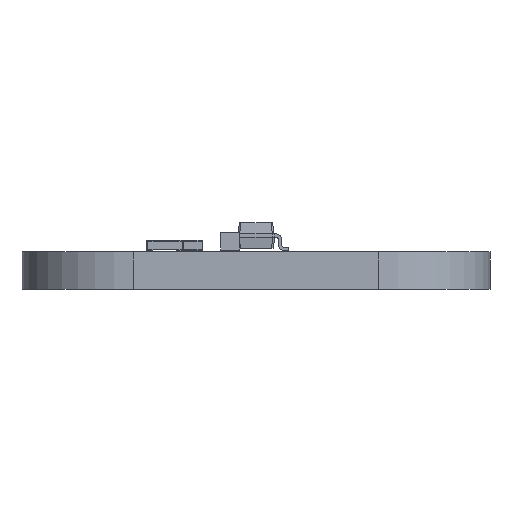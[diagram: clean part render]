
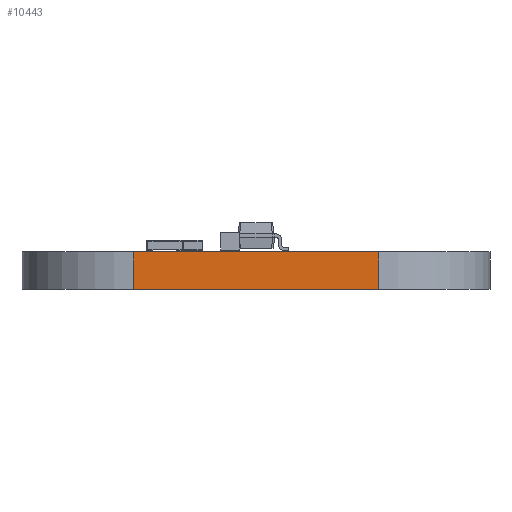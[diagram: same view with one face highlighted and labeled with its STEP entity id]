
A CAD part, left-side view. The second image highlights one B-rep face of the part: STEP entity #10443.
In plain terms, the highlighted planar face has unit normal (-1, 0, 0).
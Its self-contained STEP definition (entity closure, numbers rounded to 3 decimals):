
#10260 = CYLINDRICAL_SURFACE('',#10261,4.763);
#10261 = AXIS2_PLACEMENT_3D('',#10262,#10263,#10264);
#10262 = CARTESIAN_POINT('',(4.763,-4.763,0.));
#10263 = DIRECTION('',(0.,0.,-1.));
#10264 = DIRECTION('',(1.,0.,0.));
#10285 = VERTEX_POINT('',#10286);
#10286 = CARTESIAN_POINT('',(0.,-4.763,1.6));
#10301 = PLANE('',#10302);
#10302 = AXIS2_PLACEMENT_3D('',#10303,#10304,#10305);
#10303 = CARTESIAN_POINT('',(10.,-10.,1.6));
#10304 = DIRECTION('',(0.,0.,1.));
#10305 = DIRECTION('',(1.,0.,0.));
#10313 = EDGE_CURVE('',#10314,#10285,#10316,.T.);
#10314 = VERTEX_POINT('',#10315);
#10315 = CARTESIAN_POINT('',(0.,-4.763,0.));
#10316 = SURFACE_CURVE('',#10317,(#10321,#10328),.PCURVE_S1.);
#10317 = LINE('',#10318,#10319);
#10318 = CARTESIAN_POINT('',(0.,-4.763,0.));
#10319 = VECTOR('',#10320,1.);
#10320 = DIRECTION('',(0.,0.,1.));
#10321 = PCURVE('',#10260,#10322);
#10322 = DEFINITIONAL_REPRESENTATION('',(#10323),#10327);
#10323 = LINE('',#10324,#10325);
#10324 = CARTESIAN_POINT('',(-3.142,0.));
#10325 = VECTOR('',#10326,1.);
#10326 = DIRECTION('',(0.,-1.));
#10327 = ( GEOMETRIC_REPRESENTATION_CONTEXT(2) 
PARAMETRIC_REPRESENTATION_CONTEXT() REPRESENTATION_CONTEXT('2D SPACE',''
  ) );
#10328 = PCURVE('',#10329,#10334);
#10329 = PLANE('',#10330);
#10330 = AXIS2_PLACEMENT_3D('',#10331,#10332,#10333);
#10331 = CARTESIAN_POINT('',(0.,-15.238,0.));
#10332 = DIRECTION('',(-1.,0.,0.));
#10333 = DIRECTION('',(0.,1.,0.));
#10334 = DEFINITIONAL_REPRESENTATION('',(#10335),#10339);
#10335 = LINE('',#10336,#10337);
#10336 = CARTESIAN_POINT('',(10.475,0.));
#10337 = VECTOR('',#10338,1.);
#10338 = DIRECTION('',(0.,-1.));
#10339 = ( GEOMETRIC_REPRESENTATION_CONTEXT(2) 
PARAMETRIC_REPRESENTATION_CONTEXT() REPRESENTATION_CONTEXT('2D SPACE',''
  ) );
#10356 = PLANE('',#10357);
#10357 = AXIS2_PLACEMENT_3D('',#10358,#10359,#10360);
#10358 = CARTESIAN_POINT('',(10.,-10.,0.));
#10359 = DIRECTION('',(0.,0.,1.));
#10360 = DIRECTION('',(1.,0.,0.));
#10443 = ADVANCED_FACE('',(#10444),#10329,.T.);
#10444 = FACE_BOUND('',#10445,.T.);
#10445 = EDGE_LOOP('',(#10446,#10476,#10497,#10498));
#10446 = ORIENTED_EDGE('',*,*,#10447,.T.);
#10447 = EDGE_CURVE('',#10448,#10450,#10452,.T.);
#10448 = VERTEX_POINT('',#10449);
#10449 = CARTESIAN_POINT('',(0.,-15.238,0.));
#10450 = VERTEX_POINT('',#10451);
#10451 = CARTESIAN_POINT('',(0.,-15.238,1.6));
#10452 = SURFACE_CURVE('',#10453,(#10457,#10464),.PCURVE_S1.);
#10453 = LINE('',#10454,#10455);
#10454 = CARTESIAN_POINT('',(0.,-15.238,0.));
#10455 = VECTOR('',#10456,1.);
#10456 = DIRECTION('',(0.,0.,1.));
#10457 = PCURVE('',#10329,#10458);
#10458 = DEFINITIONAL_REPRESENTATION('',(#10459),#10463);
#10459 = LINE('',#10460,#10461);
#10460 = CARTESIAN_POINT('',(0.,0.));
#10461 = VECTOR('',#10462,1.);
#10462 = DIRECTION('',(0.,-1.));
#10463 = ( GEOMETRIC_REPRESENTATION_CONTEXT(2) 
PARAMETRIC_REPRESENTATION_CONTEXT() REPRESENTATION_CONTEXT('2D SPACE',''
  ) );
#10464 = PCURVE('',#10465,#10470);
#10465 = CYLINDRICAL_SURFACE('',#10466,4.763);
#10466 = AXIS2_PLACEMENT_3D('',#10467,#10468,#10469);
#10467 = CARTESIAN_POINT('',(4.763,-15.238,0.));
#10468 = DIRECTION('',(0.,0.,-1.));
#10469 = DIRECTION('',(1.,0.,0.));
#10470 = DEFINITIONAL_REPRESENTATION('',(#10471),#10475);
#10471 = LINE('',#10472,#10473);
#10472 = CARTESIAN_POINT('',(-3.142,0.));
#10473 = VECTOR('',#10474,1.);
#10474 = DIRECTION('',(0.,-1.));
#10475 = ( GEOMETRIC_REPRESENTATION_CONTEXT(2) 
PARAMETRIC_REPRESENTATION_CONTEXT() REPRESENTATION_CONTEXT('2D SPACE',''
  ) );
#10476 = ORIENTED_EDGE('',*,*,#10477,.T.);
#10477 = EDGE_CURVE('',#10450,#10285,#10478,.T.);
#10478 = SURFACE_CURVE('',#10479,(#10483,#10490),.PCURVE_S1.);
#10479 = LINE('',#10480,#10481);
#10480 = CARTESIAN_POINT('',(0.,-15.238,1.6));
#10481 = VECTOR('',#10482,1.);
#10482 = DIRECTION('',(0.,1.,0.));
#10483 = PCURVE('',#10329,#10484);
#10484 = DEFINITIONAL_REPRESENTATION('',(#10485),#10489);
#10485 = LINE('',#10486,#10487);
#10486 = CARTESIAN_POINT('',(0.,-1.6));
#10487 = VECTOR('',#10488,1.);
#10488 = DIRECTION('',(1.,0.));
#10489 = ( GEOMETRIC_REPRESENTATION_CONTEXT(2) 
PARAMETRIC_REPRESENTATION_CONTEXT() REPRESENTATION_CONTEXT('2D SPACE',''
  ) );
#10490 = PCURVE('',#10301,#10491);
#10491 = DEFINITIONAL_REPRESENTATION('',(#10492),#10496);
#10492 = LINE('',#10493,#10494);
#10493 = CARTESIAN_POINT('',(-10.,-5.238));
#10494 = VECTOR('',#10495,1.);
#10495 = DIRECTION('',(0.,1.));
#10496 = ( GEOMETRIC_REPRESENTATION_CONTEXT(2) 
PARAMETRIC_REPRESENTATION_CONTEXT() REPRESENTATION_CONTEXT('2D SPACE',''
  ) );
#10497 = ORIENTED_EDGE('',*,*,#10313,.F.);
#10498 = ORIENTED_EDGE('',*,*,#10499,.F.);
#10499 = EDGE_CURVE('',#10448,#10314,#10500,.T.);
#10500 = SURFACE_CURVE('',#10501,(#10505,#10512),.PCURVE_S1.);
#10501 = LINE('',#10502,#10503);
#10502 = CARTESIAN_POINT('',(0.,-15.238,0.));
#10503 = VECTOR('',#10504,1.);
#10504 = DIRECTION('',(0.,1.,0.));
#10505 = PCURVE('',#10329,#10506);
#10506 = DEFINITIONAL_REPRESENTATION('',(#10507),#10511);
#10507 = LINE('',#10508,#10509);
#10508 = CARTESIAN_POINT('',(0.,0.));
#10509 = VECTOR('',#10510,1.);
#10510 = DIRECTION('',(1.,0.));
#10511 = ( GEOMETRIC_REPRESENTATION_CONTEXT(2) 
PARAMETRIC_REPRESENTATION_CONTEXT() REPRESENTATION_CONTEXT('2D SPACE',''
  ) );
#10512 = PCURVE('',#10356,#10513);
#10513 = DEFINITIONAL_REPRESENTATION('',(#10514),#10518);
#10514 = LINE('',#10515,#10516);
#10515 = CARTESIAN_POINT('',(-10.,-5.238));
#10516 = VECTOR('',#10517,1.);
#10517 = DIRECTION('',(0.,1.));
#10518 = ( GEOMETRIC_REPRESENTATION_CONTEXT(2) 
PARAMETRIC_REPRESENTATION_CONTEXT() REPRESENTATION_CONTEXT('2D SPACE',''
  ) );
